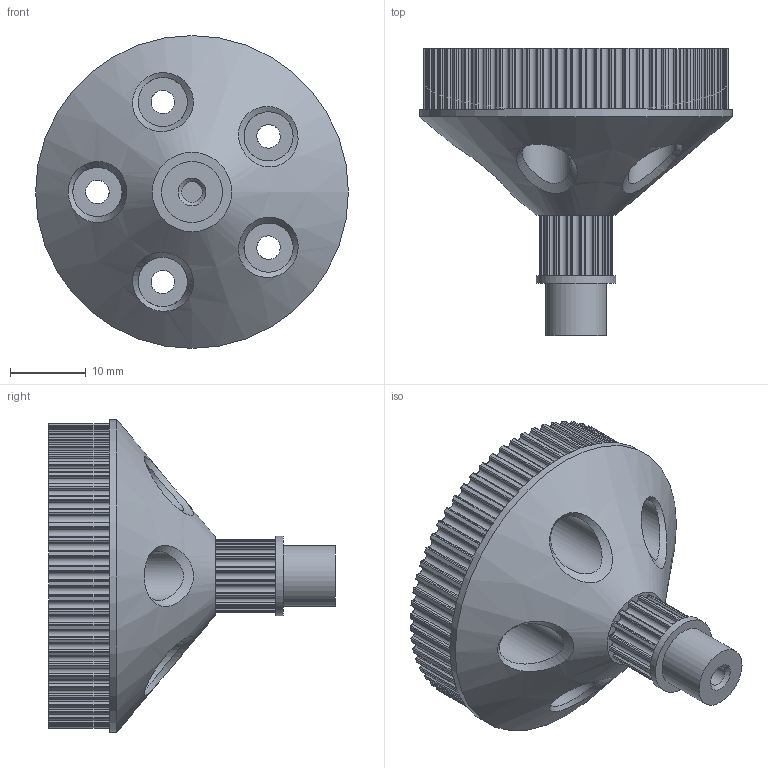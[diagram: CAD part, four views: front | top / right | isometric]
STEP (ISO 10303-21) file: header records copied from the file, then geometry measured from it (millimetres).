
FILE_DESCRIPTION(('FreeCAD Model'),'2;1');
FILE_NAME('axle-part1.step','2020-11-23T15:34:16',('') ,(''),'Open CASCADE STEP processor 7.3','FreeCAD','Unknown');
FILE_SCHEMA(('AUTOMOTIVE_DESIGN { 1 0 10303 214 1 1 1 1 }'));
Length unit declared in the file: millimetre
Products named in the file (1): axle-part1
Bounding box: 41.34 x 37.9 x 41.34 mm (x, y, z)
Volume: 17877.3 mm3; surface area: 6499.6 mm2
Topology: 1 solids, 1 shells, 513 faces, 1501 edges, 1000 vertices
Faces by surface type: bspline 486, cylinder 14, plane 11, cone 2
Full cylindrical faces by diameter (mm): 2.7 x1, 3.1 x5, 6.5 x5, 8.05 x1, 10.5 x1, 41.344 x1
Entity records: 38926 total; most frequent: CARTESIAN_POINT 21353, ORIENTED_EDGE 3002, PCURVE 3002, DEFINITIONAL_REPRESENTATION 3002, B_SPLINE_CURVE_WITH_KNOTS 2455, EDGE_CURVE 1501, SURFACE_CURVE 1480, VERTEX_POINT 1000
